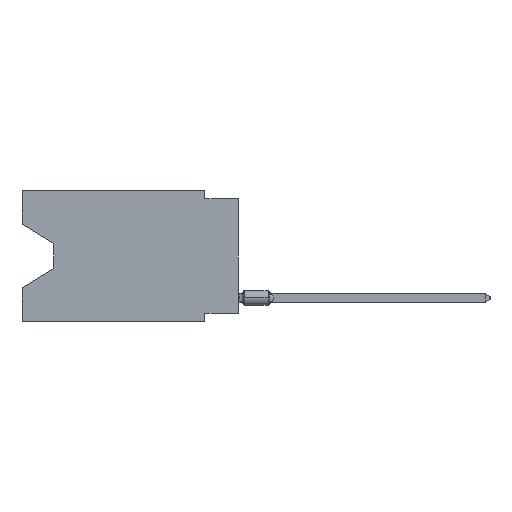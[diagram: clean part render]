
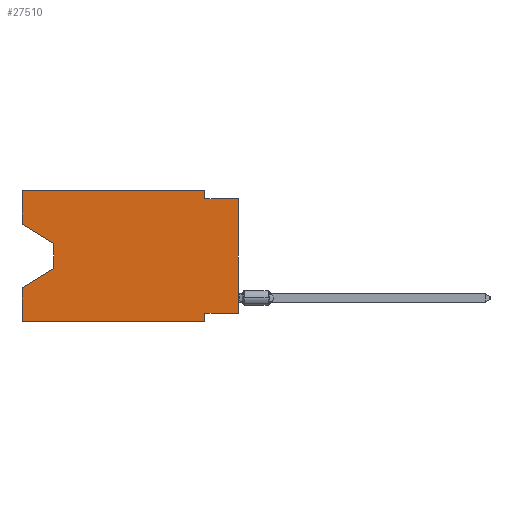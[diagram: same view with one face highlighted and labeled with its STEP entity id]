
A CAD part, left-side view. The second image highlights one B-rep face of the part: STEP entity #27510.
In plain terms, the highlighted planar face has unit normal (-1, 0, 0).
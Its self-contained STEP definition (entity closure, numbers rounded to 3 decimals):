
#525 = EDGE_CURVE ( 'NONE', #25535, #23977, #20480, .T. ) ;
#1136 = EDGE_CURVE ( 'NONE', #18664, #16504, #19621, .T. ) ;
#1240 = VERTEX_POINT ( 'NONE', #13324 ) ;
#1490 = VERTEX_POINT ( 'NONE', #35028 ) ;
#1716 = ORIENTED_EDGE ( 'NONE', *, *, #37576, .T. ) ;
#2023 = ORIENTED_EDGE ( 'NONE', *, *, #525, .F. ) ;
#2332 = DIRECTION ( 'NONE',  ( 1., 0., 0. ) ) ;
#3030 = ORIENTED_EDGE ( 'NONE', *, *, #29897, .F. ) ;
#3340 = CARTESIAN_POINT ( 'NONE',  ( 0., 13.97, -4.013 ) ) ;
#3379 = VECTOR ( 'NONE', #8873, 1000. ) ;
#3978 = CARTESIAN_POINT ( 'NONE',  ( 0., 16.383, 0. ) ) ;
#4332 = EDGE_CURVE ( 'NONE', #23107, #1240, #18320, .T. ) ;
#4631 = VERTEX_POINT ( 'NONE', #40652 ) ;
#4650 = CARTESIAN_POINT ( 'NONE',  ( 0., 13.97, -4.013 ) ) ;
#5324 = DIRECTION ( 'NONE',  ( 0., 0., 1. ) ) ;
#5996 = EDGE_CURVE ( 'NONE', #24307, #16222, #19981, .T. ) ;
#6136 = VECTOR ( 'NONE', #27420, 1000. ) ;
#6583 = ORIENTED_EDGE ( 'NONE', *, *, #4332, .F. ) ;
#7081 = EDGE_CURVE ( 'NONE', #23107, #41199, #42789, .T. ) ;
#7118 = CARTESIAN_POINT ( 'NONE',  ( 0., 2.54, 0. ) ) ;
#8089 = EDGE_CURVE ( 'NONE', #16222, #41199, #16077, .T. ) ;
#8478 = LINE ( 'NONE', #24782, #29121 ) ;
#8873 = DIRECTION ( 'NONE',  ( 0., 0., 1. ) ) ;
#9902 = EDGE_CURVE ( 'NONE', #23977, #1490, #19955, .T. ) ;
#12347 = LINE ( 'NONE', #38630, #3379 ) ;
#12474 = DIRECTION ( 'NONE',  ( 0., 0., -1. ) ) ;
#12812 = VECTOR ( 'NONE', #24068, 1000. ) ;
#13031 = CARTESIAN_POINT ( 'NONE',  ( 0., 16.383, -9.906 ) ) ;
#13324 = CARTESIAN_POINT ( 'NONE',  ( 0., 16.383, -7.36 ) ) ;
#13461 = CARTESIAN_POINT ( 'NONE',  ( 0., 16.383, 0. ) ) ;
#14106 = VECTOR ( 'NONE', #12474, 1000. ) ;
#14575 = ORIENTED_EDGE ( 'NONE', *, *, #8089, .F. ) ;
#14821 = CARTESIAN_POINT ( 'NONE',  ( 0., 0., -0.635 ) ) ;
#15121 = VECTOR ( 'NONE', #35649, 1000. ) ;
#15276 = CARTESIAN_POINT ( 'NONE',  ( 0., 16.383, 0. ) ) ;
#15288 = ORIENTED_EDGE ( 'NONE', *, *, #7081, .T. ) ;
#16077 = LINE ( 'NONE', #18680, #15121 ) ;
#16222 = VERTEX_POINT ( 'NONE', #28202 ) ;
#16504 = VERTEX_POINT ( 'NONE', #33289 ) ;
#16700 = CARTESIAN_POINT ( 'NONE',  ( 0., 0., -9.271 ) ) ;
#17419 = VECTOR ( 'NONE', #5324, 1000. ) ;
#17622 = DIRECTION ( 'NONE',  ( 0., -0.855, -0.519 ) ) ;
#18320 = LINE ( 'NONE', #15276, #21449 ) ;
#18664 = VERTEX_POINT ( 'NONE', #4650 ) ;
#18680 = CARTESIAN_POINT ( 'NONE',  ( 0., 2.54, -9.906 ) ) ;
#18926 = VERTEX_POINT ( 'NONE', #39370 ) ;
#19621 = LINE ( 'NONE', #3340, #14106 ) ;
#19955 = LINE ( 'NONE', #7118, #12812 ) ;
#19981 = LINE ( 'NONE', #20408, #20864 ) ;
#20408 = CARTESIAN_POINT ( 'NONE',  ( 0., 0., -9.271 ) ) ;
#20480 = LINE ( 'NONE', #3978, #39728 ) ;
#20552 = DIRECTION ( 'NONE',  ( 0., -1., 0. ) ) ;
#20864 = VECTOR ( 'NONE', #24090, 1000. ) ;
#21021 = CARTESIAN_POINT ( 'NONE',  ( 0., 2.54, 0. ) ) ;
#21449 = VECTOR ( 'NONE', #28743, 1000. ) ;
#21659 = PLANE ( 'NONE',  #33576 ) ;
#23032 = ORIENTED_EDGE ( 'NONE', *, *, #1136, .T. ) ;
#23107 = VERTEX_POINT ( 'NONE', #42942 ) ;
#23977 = VERTEX_POINT ( 'NONE', #21021 ) ;
#24068 = DIRECTION ( 'NONE',  ( 0., 0., -1. ) ) ;
#24090 = DIRECTION ( 'NONE',  ( 0., 1., 0. ) ) ;
#24307 = VERTEX_POINT ( 'NONE', #16700 ) ;
#24782 = CARTESIAN_POINT ( 'NONE',  ( 0., 16.383, -2.546 ) ) ;
#25088 = EDGE_CURVE ( 'NONE', #18926, #25535, #31394, .T. ) ;
#25128 = DIRECTION ( 'NONE',  ( 0., 0., -1. ) ) ;
#25535 = VERTEX_POINT ( 'NONE', #13461 ) ;
#25596 = CARTESIAN_POINT ( 'NONE',  ( 0., 2.54, -9.906 ) ) ;
#26777 = VECTOR ( 'NONE', #30518, 1000. ) ;
#27420 = DIRECTION ( 'NONE',  ( 0., 0.855, -0.519 ) ) ;
#27510 = ADVANCED_FACE ( 'NONE', ( #31441 ), #21659, .F. ) ;
#28202 = CARTESIAN_POINT ( 'NONE',  ( 0., 2.54, -9.271 ) ) ;
#28227 = LINE ( 'NONE', #30675, #6136 ) ;
#28743 = DIRECTION ( 'NONE',  ( 0., 0., 1. ) ) ;
#28879 = VECTOR ( 'NONE', #20552, 1000. ) ;
#29121 = VECTOR ( 'NONE', #17622, 1000. ) ;
#29897 = EDGE_CURVE ( 'NONE', #1490, #4631, #41086, .T. ) ;
#30136 = EDGE_LOOP ( 'NONE', ( #1716, #23032, #31849, #6583, #15288, #14575, #32894, #32423, #3030, #31264, #2023, #34520 ) ) ;
#30518 = DIRECTION ( 'NONE',  ( 0., -1., 0. ) ) ;
#30675 = CARTESIAN_POINT ( 'NONE',  ( 0., 13.97, -5.893 ) ) ;
#31264 = ORIENTED_EDGE ( 'NONE', *, *, #9902, .F. ) ;
#31394 = LINE ( 'NONE', #35304, #17419 ) ;
#31441 = FACE_OUTER_BOUND ( 'NONE', #30136, .T. ) ;
#31661 = CARTESIAN_POINT ( 'NONE',  ( 0., 16.383, 0. ) ) ;
#31849 = ORIENTED_EDGE ( 'NONE', *, *, #34356, .T. ) ;
#32423 = ORIENTED_EDGE ( 'NONE', *, *, #36359, .T. ) ;
#32894 = ORIENTED_EDGE ( 'NONE', *, *, #5996, .F. ) ;
#33289 = CARTESIAN_POINT ( 'NONE',  ( 0., 13.97, -5.893 ) ) ;
#33317 = DIRECTION ( 'NONE',  ( 0., -1., 0. ) ) ;
#33576 = AXIS2_PLACEMENT_3D ( 'NONE', #31661, #2332, #25128 ) ;
#34356 = EDGE_CURVE ( 'NONE', #16504, #1240, #28227, .T. ) ;
#34520 = ORIENTED_EDGE ( 'NONE', *, *, #25088, .F. ) ;
#35028 = CARTESIAN_POINT ( 'NONE',  ( 0., 2.54, -0.635 ) ) ;
#35304 = CARTESIAN_POINT ( 'NONE',  ( 0., 16.383, 0. ) ) ;
#35649 = DIRECTION ( 'NONE',  ( 0., 0., -1. ) ) ;
#36359 = EDGE_CURVE ( 'NONE', #24307, #4631, #12347, .T. ) ;
#37576 = EDGE_CURVE ( 'NONE', #18926, #18664, #8478, .T. ) ;
#38630 = CARTESIAN_POINT ( 'NONE',  ( 0., 0., 0. ) ) ;
#39370 = CARTESIAN_POINT ( 'NONE',  ( 0., 16.383, -2.546 ) ) ;
#39728 = VECTOR ( 'NONE', #33317, 1000. ) ;
#40652 = CARTESIAN_POINT ( 'NONE',  ( 0., 0., -0.635 ) ) ;
#41086 = LINE ( 'NONE', #14821, #26777 ) ;
#41199 = VERTEX_POINT ( 'NONE', #25596 ) ;
#42789 = LINE ( 'NONE', #13031, #28879 ) ;
#42942 = CARTESIAN_POINT ( 'NONE',  ( 0., 16.383, -9.906 ) ) ;
